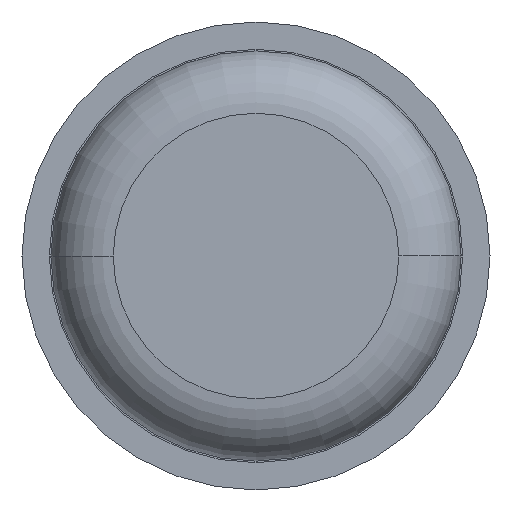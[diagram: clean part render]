
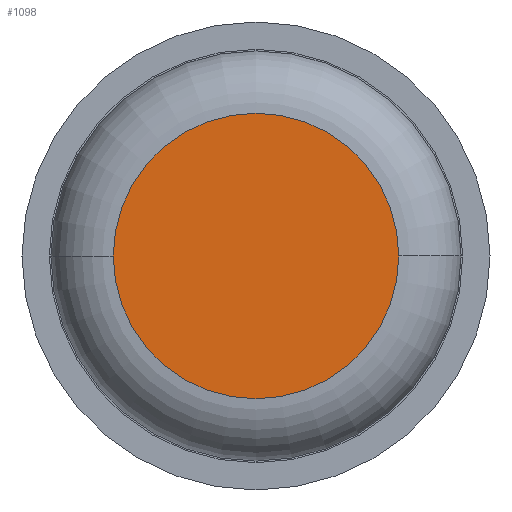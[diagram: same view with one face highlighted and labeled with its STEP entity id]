
A CAD part, front view. The second image highlights one B-rep face of the part: STEP entity #1098.
In plain terms, the highlighted planar face has unit normal (0, -1, 0).
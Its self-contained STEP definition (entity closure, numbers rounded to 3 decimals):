
#171 = FACE_OUTER_BOUND ( 'NONE', #294, .T. ) ;
#294 = EDGE_LOOP ( 'NONE', ( #2830, #2334 ) ) ;
#400 = VERTEX_POINT ( 'NONE', #3783 ) ;
#818 = DIRECTION ( 'NONE',  ( -1., 0., 0. ) ) ;
#821 = DIRECTION ( 'NONE',  ( -1., 0., 0. ) ) ;
#996 = DIRECTION ( 'NONE',  ( -1., 0., 0. ) ) ;
#1098 = ADVANCED_FACE ( 'Defeature ausgef�hrt1_6', ( #171 ), #2528, .F. ) ;
#1481 = CARTESIAN_POINT ( 'NONE',  ( -0.915, 0., 0. ) ) ;
#2008 = DIRECTION ( 'NONE',  ( 0., -1., 0. ) ) ;
#2092 = EDGE_CURVE ( 'Defeature ausgef�hrt1_6+Defeature ausgef�hrt1_7+Defeature ausgef�hrt1_7+Defeature ausgef�hrt1_7', #2108, #400, #2752, .T. ) ;
#2108 = VERTEX_POINT ( 'NONE', #1481 ) ;
#2334 = ORIENTED_EDGE ( 'NONE', *, *, #2474, .T. ) ;
#2474 = EDGE_CURVE ( 'Defeature ausgef�hrt1_6+Defeature ausgef�hrt1_7+Defeature ausgef�hrt1_7+Defeature ausgef�hrt1_7', #400, #2108, #2600, .T. ) ;
#2528 = PLANE ( 'NONE',  #3359 ) ;
#2584 = AXIS2_PLACEMENT_3D ( 'NONE', #2960, #3250, #818 ) ;
#2600 = CIRCLE ( 'NONE', #2952, 0.915 ) ;
#2752 = CIRCLE ( 'NONE', #2584, 0.915 ) ;
#2830 = ORIENTED_EDGE ( 'NONE', *, *, #2092, .T. ) ;
#2952 = AXIS2_PLACEMENT_3D ( 'NONE', #3253, #2008, #821 ) ;
#2960 = CARTESIAN_POINT ( 'NONE',  ( 0., 0., 0. ) ) ;
#3133 = CARTESIAN_POINT ( 'NONE',  ( 0., 0., 0. ) ) ;
#3250 = DIRECTION ( 'NONE',  ( 0., -1., 0. ) ) ;
#3253 = CARTESIAN_POINT ( 'NONE',  ( 0., 0., 0. ) ) ;
#3359 = AXIS2_PLACEMENT_3D ( 'NONE', #3133, #3747, #996 ) ;
#3747 = DIRECTION ( 'NONE',  ( 0., 1., 0. ) ) ;
#3783 = CARTESIAN_POINT ( 'NONE',  ( 0.915, 0., 0. ) ) ;
